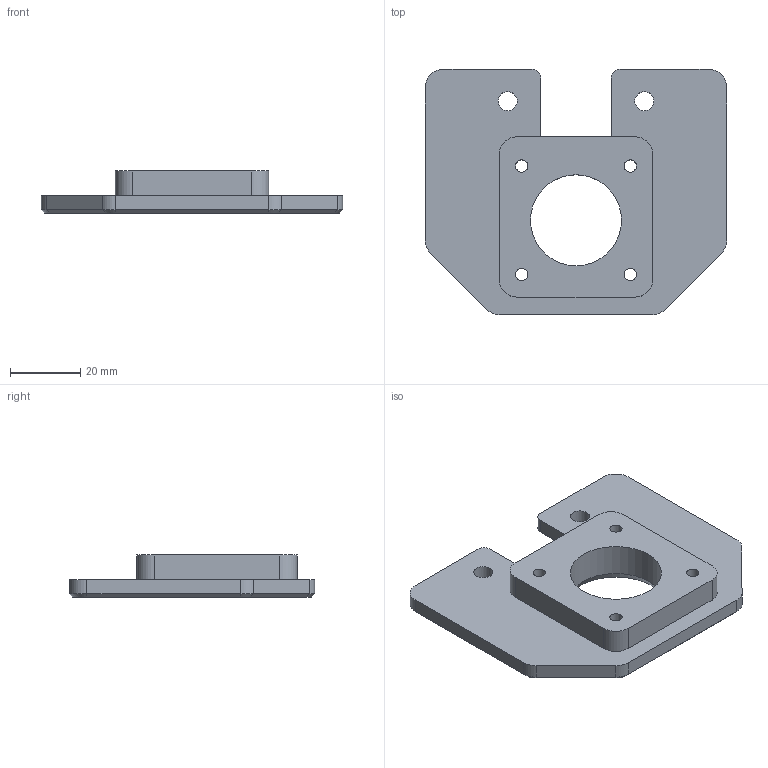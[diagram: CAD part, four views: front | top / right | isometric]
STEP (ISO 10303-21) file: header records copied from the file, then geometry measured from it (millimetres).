
FILE_DESCRIPTION(/* description */ ('STEP AP214'),/* implementation_level */ '2;1');
FILE_NAME(/* name */ '6024ab2fd057921149a84d69',/* time_stamp */ '2021-02-11T03:57:35+00:00',/* author */ (''),/* organization */ (''),/* preprocessor_version */ 'ST-DEVELOPER v18.1',/* originating_system */ ' ',/* authorisation */ ' ');
FILE_SCHEMA (('AUTOMOTIVE_DESIGN {1 0 10303 214 3 1 1}'));
Length unit declared in the file: metre
Products named in the file (1): Z Motor Mount PTD
Bounding box: 86 x 70 x 12 mm (x, y, z)
Volume: 32393.4 mm3; surface area: 13519.4 mm2
Topology: 1 solids, 1 shells, 73 faces, 183 edges, 116 vertices
Faces by surface type: plane 30, cylinder 25, cone 18
Full cylindrical faces by diameter (mm): 3.5 x4, 5.4 x2, 6.5 x4, 26 x1
Entity records: 2054 total; most frequent: DIRECTION 370, CARTESIAN_POINT 334, ORIENTED_EDGE 308, EDGE_CURVE 154, AXIS2_PLACEMENT_3D 142, EDGE_LOOP 110, FACE_BOUND 110, VERTEX_POINT 106
